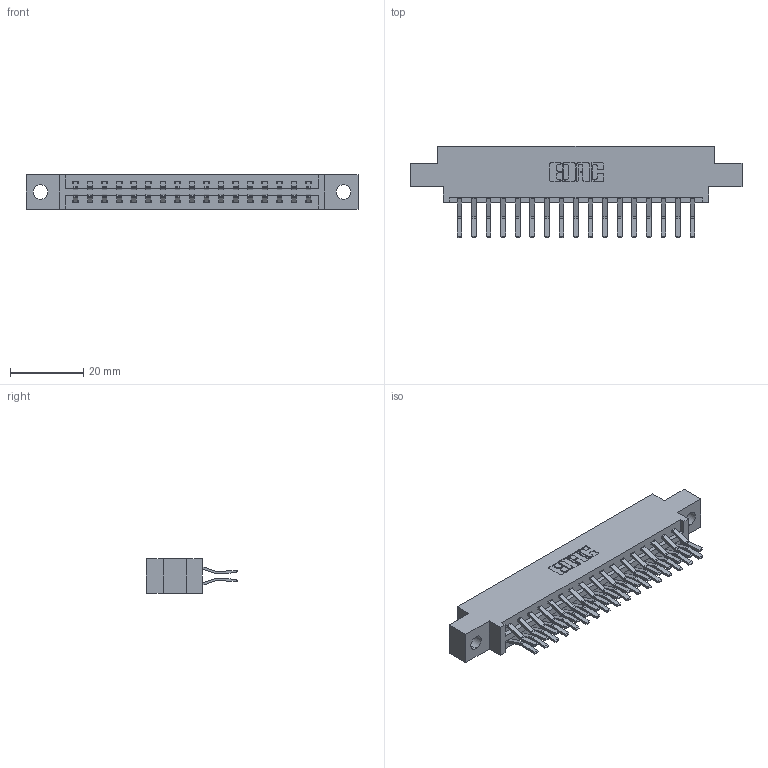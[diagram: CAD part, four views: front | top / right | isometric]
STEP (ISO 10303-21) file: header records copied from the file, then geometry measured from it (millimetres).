
FILE_DESCRIPTION (( 'STEP AP203' ), '1' );
FILE_NAME ('337-034-560-804.STEP', '2018-08-07T19:39:49', ( '' ), ( '' ), 'SwSTEP 2.0', 'SolidWorks 2016', '' );
FILE_SCHEMA (( 'CONFIG_CONTROL_DESIGN' ));
Length unit declared in the file: inch
Products named in the file (3): 337 Part_0.170 Offset - 0.156 Dia-TH; 345-292-001_560 Tail; 337-034-560-804
Assembly tree (35 placements, depth 2):
  337-034-560-804
    337 Part_0.170 Offset - 0.156 Dia-TH
    345-292-001_560 Tail  x34
Bounding box: 90.37 x 24.78 x 9.4 mm (x, y, z)
Volume: 9209 mm3; surface area: 10718.1 mm2
Topology: 35 solids, 35 shells, 2022 faces, 6001 edges, 3954 vertices
Faces by surface type: plane 1366, cylinder 656
Entity records: 16637 total; most frequent: CARTESIAN_POINT 2826, ORIENTED_EDGE 2762, DIRECTION 2453, EDGE_CURVE 1381, VECTOR 1249, LINE 1249, VERTEX_POINT 918, AXIS2_PLACEMENT_3D 602
